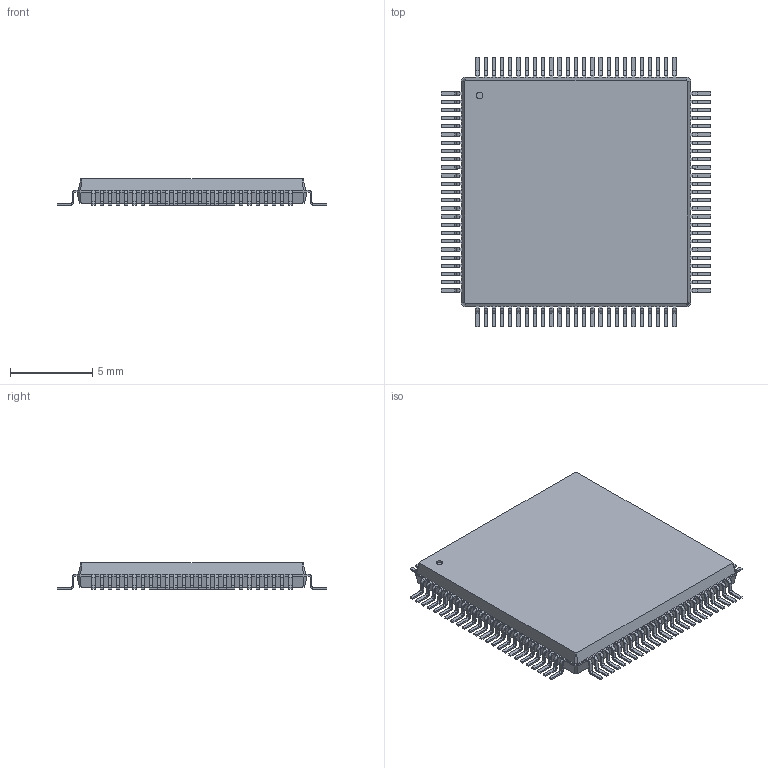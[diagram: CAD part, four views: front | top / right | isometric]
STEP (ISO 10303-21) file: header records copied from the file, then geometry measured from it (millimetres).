
FILE_DESCRIPTION(/* description */ ('model of TQFP-100_14x14mm_P0.5mm_EP5x5mm'),/* implementation_level */ '2;1');
FILE_NAME(/* name */ 'TQFP-100_14x14mm_P0.5mm_EP5x5mm.step',/* time_stamp */ '2018-11-04T15:39:19',/* author */ ('kicad StepUp','ksu'),/* organization */ ('FreeCAD'),/* preprocessor_version */ 'OCC',/* originating_system */ 'kicad StepUp',/* authorisation */ '');
FILE_SCHEMA(('AUTOMOTIVE_DESIGN { 1 0 10303 214 1 1 1 1 }'));
Length unit declared in the file: millimetre
Products named in the file (1): TQFP_100_14x14mm_P05mm_EP5x5mm
Bounding box: 16.4 x 16.4 x 1.6 mm (x, y, z)
Volume: 291.5 mm3; surface area: 574 mm2
Topology: 1 solids, 1 shells, 1541 faces, 4187 edges, 2650 vertices
Faces by surface type: plane 1016, cylinder 401, bspline 124
Full cylindrical faces by diameter (mm): 0.4 x1
Entity records: 30690 total; most frequent: ORIENTED_EDGE 7160, EDGE_CURVE 4187, CARTESIAN_POINT 3653, LINE 2653, VERTEX_POINT 2650, AXIS2_PLACEMENT_3D 1944, FACE_BOUND 1543, EDGE_LOOP 1543
